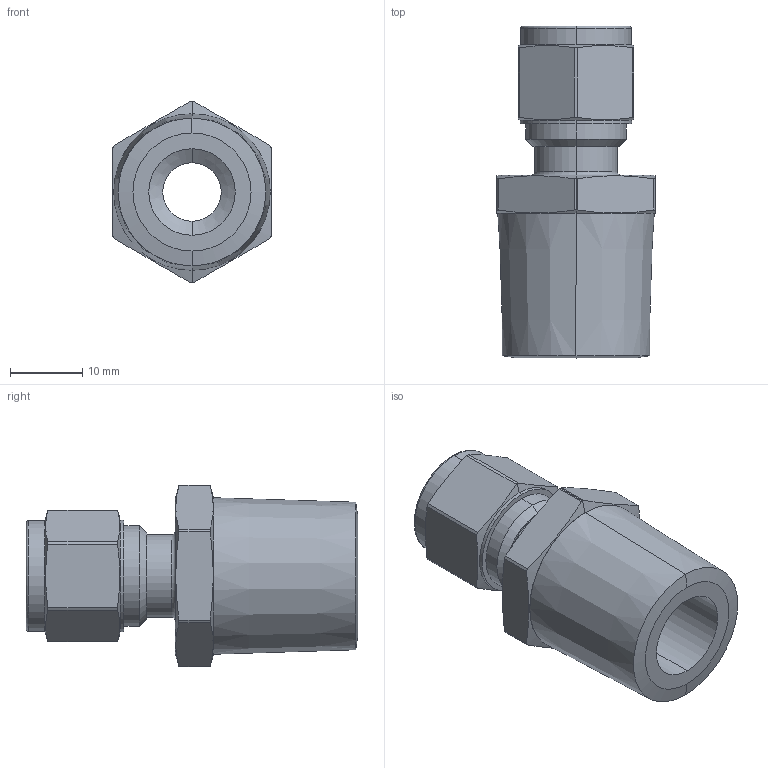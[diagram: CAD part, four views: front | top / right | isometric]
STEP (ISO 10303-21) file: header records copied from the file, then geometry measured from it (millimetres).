
FILE_DESCRIPTION (( 'STEP AP214' ), '1' );
FILE_NAME ('CF08-50N.STEP', '2019-06-25T17:07:27', ( '' ), ( '' ), 'SwSTEP 2.0', 'SolidWorks 2017', '' );
FILE_SCHEMA (( 'AUTOMOTIVE_DESIGN' ));
Length unit declared in the file: inch
Products named in the file (1): CF08-50N
Bounding box: 22 x 46 x 25.17 mm (x, y, z)
Volume: 9170.2 mm3; surface area: 5013.5 mm2
Topology: 1 solids, 1 shells, 75 faces, 176 edges, 106 vertices
Faces by surface type: cylinder 32, cone 22, plane 17, torus 4
Entity records: 2300 total; most frequent: CARTESIAN_POINT 518, DIRECTION 390, ORIENTED_EDGE 352, EDGE_CURVE 176, AXIS2_PLACEMENT_3D 162, VERTEX_POINT 106, CIRCLE 86, EDGE_LOOP 80
